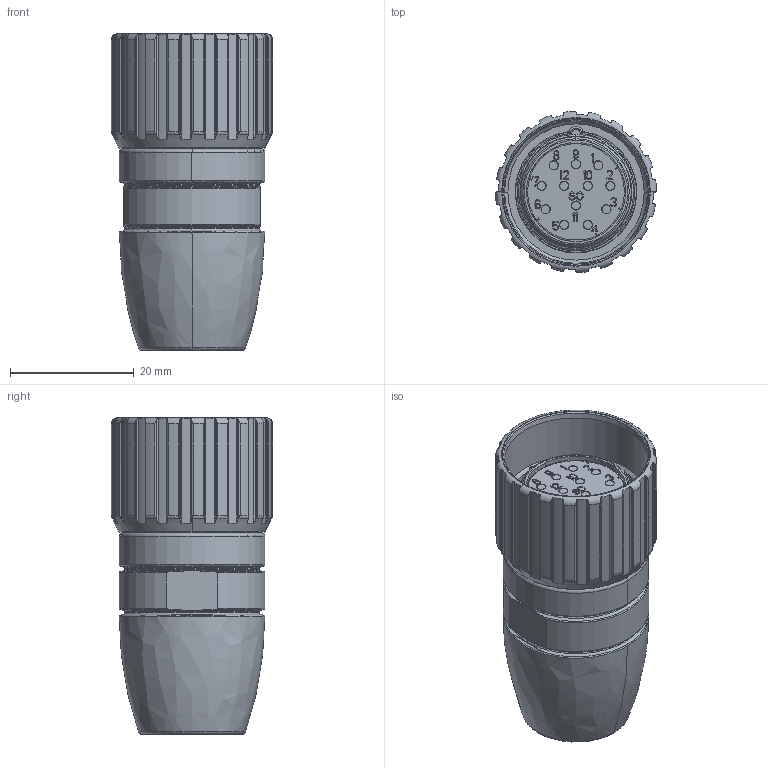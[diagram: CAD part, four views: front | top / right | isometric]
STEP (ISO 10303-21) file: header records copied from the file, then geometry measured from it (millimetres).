
FILE_DESCRIPTION((''),'2;1');
FILE_NAME('DM_CAD-6039','2018-09-12T',('creinig-se'),(''),'PRO/ENGINEER BY PARAMETRIC TECHNOLOGY CORPORATION, 2015440','PRO/ENGINEER BY PARAMETRIC TECHNOLOGY CORPORATION, 2015440','');
FILE_SCHEMA(('CONFIG_CONTROL_DESIGN'));
Length unit declared in the file: millimetre
Products named in the file (1): DM_CAD-6039
Bounding box: 26 x 26 x 51.1 mm (x, y, z)
Volume: 18175.1 mm3; surface area: 6647.6 mm2
Topology: 1 solids, 1 shells, 902 faces, 2597 edges, 1739 vertices
Faces by surface type: plane 643, cylinder 157, torus 57, cone 43, bspline 2
Entity records: 38605 total; most frequent: CARTESIAN_POINT 7246, ORIENTED_EDGE 5194, DIRECTION 4469, PRESENTATION_STYLE_ASSIGNMENT 2599, STYLED_ITEM 2599, CURVE_STYLE 2598, EDGE_CURVE 2597, VECTOR 1879
